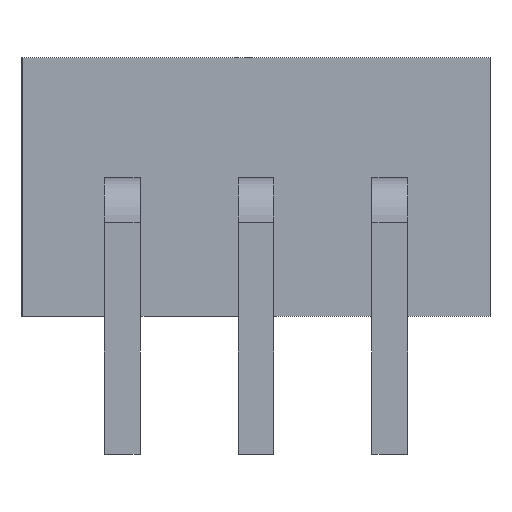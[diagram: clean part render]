
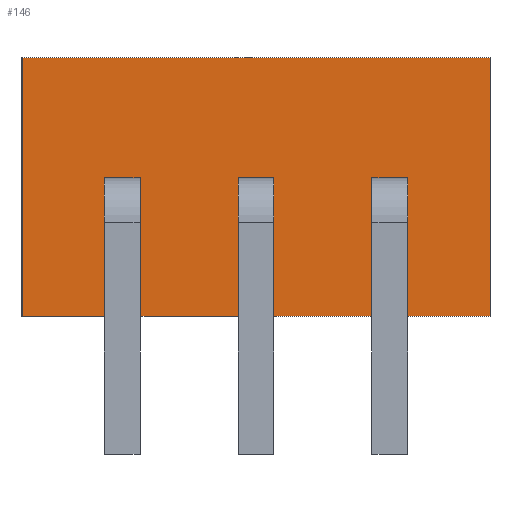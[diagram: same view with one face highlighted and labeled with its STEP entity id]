
A CAD part, front view. The second image highlights one B-rep face of the part: STEP entity #146.
In plain terms, the highlighted planar face has unit normal (0, -1, 0).
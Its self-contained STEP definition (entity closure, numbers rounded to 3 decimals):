
#8 = EDGE_CURVE ( 'NONE', #99, #153, #1434, .T. ) ;
#11 = CARTESIAN_POINT ( 'NONE',  ( 2.6, 0., 3.1 ) ) ;
#14 = DIRECTION ( 'NONE',  ( -1., 0., 0. ) ) ;
#33 = VECTOR ( 'NONE', #622, 1000. ) ;
#75 = EDGE_CURVE ( 'NONE', #802, #307, #1108, .T. ) ;
#84 = EDGE_LOOP ( 'NONE', ( #758, #1391, #587, #731 ) ) ;
#99 = VERTEX_POINT ( 'NONE', #274 ) ;
#114 = CARTESIAN_POINT ( 'NONE',  ( -5.25, 0., 0. ) ) ;
#118 = CARTESIAN_POINT ( 'NONE',  ( -2.6, 0., 3.1 ) ) ;
#128 = VERTEX_POINT ( 'NONE', #1337 ) ;
#146 = ADVANCED_FACE ( 'NONE', ( #365, #1581, #533, #410 ), #1192, .F. ) ;
#153 = VERTEX_POINT ( 'NONE', #1608 ) ;
#166 = EDGE_CURVE ( 'NONE', #307, #219, #189, .T. ) ;
#189 = LINE ( 'NONE', #876, #1692 ) ;
#203 = ORIENTED_EDGE ( 'NONE', *, *, #577, .T. ) ;
#219 = VERTEX_POINT ( 'NONE', #1528 ) ;
#237 = CARTESIAN_POINT ( 'NONE',  ( -0.4, 0., 3.1 ) ) ;
#249 = LINE ( 'NONE', #1602, #1599 ) ;
#257 = CARTESIAN_POINT ( 'NONE',  ( 0.4, 0., 2.7 ) ) ;
#274 = CARTESIAN_POINT ( 'NONE',  ( -3.4, 0., 2.7 ) ) ;
#297 = ORIENTED_EDGE ( 'NONE', *, *, #984, .T. ) ;
#307 = VERTEX_POINT ( 'NONE', #632 ) ;
#309 = CARTESIAN_POINT ( 'NONE',  ( -2.6, 0., 2.7 ) ) ;
#333 = LINE ( 'NONE', #777, #377 ) ;
#334 = EDGE_CURVE ( 'NONE', #887, #500, #458, .T. ) ;
#345 = VECTOR ( 'NONE', #1601, 1000. ) ;
#365 = FACE_BOUND ( 'NONE', #858, .T. ) ;
#377 = VECTOR ( 'NONE', #908, 1000. ) ;
#388 = DIRECTION ( 'NONE',  ( 0., 0., 1. ) ) ;
#394 = EDGE_CURVE ( 'NONE', #963, #219, #1120, .T. ) ;
#410 = FACE_OUTER_BOUND ( 'NONE', #1649, .T. ) ;
#424 = LINE ( 'NONE', #628, #906 ) ;
#429 = LINE ( 'NONE', #257, #1214 ) ;
#458 = LINE ( 'NONE', #1542, #33 ) ;
#467 = EDGE_CURVE ( 'NONE', #1056, #608, #971, .T. ) ;
#490 = ORIENTED_EDGE ( 'NONE', *, *, #1455, .F. ) ;
#500 = VERTEX_POINT ( 'NONE', #237 ) ;
#533 = FACE_BOUND ( 'NONE', #604, .T. ) ;
#556 = DIRECTION ( 'NONE',  ( 0., 1., 0. ) ) ;
#564 = EDGE_CURVE ( 'NONE', #1494, #887, #1353, .T. ) ;
#577 = EDGE_CURVE ( 'NONE', #1056, #99, #1117, .T. ) ;
#587 = ORIENTED_EDGE ( 'NONE', *, *, #1330, .T. ) ;
#602 = VERTEX_POINT ( 'NONE', #930 ) ;
#604 = EDGE_LOOP ( 'NONE', ( #733, #1555, #1444, #875 ) ) ;
#608 = VERTEX_POINT ( 'NONE', #1058 ) ;
#609 = VERTEX_POINT ( 'NONE', #11 ) ;
#622 = DIRECTION ( 'NONE',  ( 0., 0., 1. ) ) ;
#628 = CARTESIAN_POINT ( 'NONE',  ( 0.4, 0., 3.1 ) ) ;
#632 = CARTESIAN_POINT ( 'NONE',  ( 5.25, 0., 5.8 ) ) ;
#639 = DIRECTION ( 'NONE',  ( -1., 0., 0. ) ) ;
#667 = DIRECTION ( 'NONE',  ( -1., 0., 0. ) ) ;
#669 = CARTESIAN_POINT ( 'NONE',  ( -5.25, 0., 5.8 ) ) ;
#672 = CARTESIAN_POINT ( 'NONE',  ( 3.4, 0., 2.7 ) ) ;
#694 = CARTESIAN_POINT ( 'NONE',  ( -5.25, 0., 5.8 ) ) ;
#695 = DIRECTION ( 'NONE',  ( 0., 0., 1. ) ) ;
#718 = VECTOR ( 'NONE', #667, 1000. ) ;
#727 = ORIENTED_EDGE ( 'NONE', *, *, #166, .F. ) ;
#731 = ORIENTED_EDGE ( 'NONE', *, *, #1655, .T. ) ;
#733 = ORIENTED_EDGE ( 'NONE', *, *, #996, .F. ) ;
#757 = VERTEX_POINT ( 'NONE', #672 ) ;
#758 = ORIENTED_EDGE ( 'NONE', *, *, #857, .F. ) ;
#766 = VECTOR ( 'NONE', #1445, 1000. ) ;
#777 = CARTESIAN_POINT ( 'NONE',  ( -5.25, 0., 5.8 ) ) ;
#799 = CARTESIAN_POINT ( 'NONE',  ( 3.4, 0., 2.7 ) ) ;
#802 = VERTEX_POINT ( 'NONE', #669 ) ;
#812 = VECTOR ( 'NONE', #907, 1000. ) ;
#834 = ORIENTED_EDGE ( 'NONE', *, *, #8, .T. ) ;
#857 = EDGE_CURVE ( 'NONE', #1380, #609, #1642, .T. ) ;
#858 = EDGE_LOOP ( 'NONE', ( #490, #1134, #203, #834 ) ) ;
#875 = ORIENTED_EDGE ( 'NONE', *, *, #334, .T. ) ;
#876 = CARTESIAN_POINT ( 'NONE',  ( 5.25, 0., 5.8 ) ) ;
#887 = VERTEX_POINT ( 'NONE', #932 ) ;
#906 = VECTOR ( 'NONE', #1673, 1000. ) ;
#907 = DIRECTION ( 'NONE',  ( -1., 0., 0. ) ) ;
#908 = DIRECTION ( 'NONE',  ( 0., 0., -1. ) ) ;
#910 = CARTESIAN_POINT ( 'NONE',  ( 0.4, 0., 2.7 ) ) ;
#930 = CARTESIAN_POINT ( 'NONE',  ( 2.6, 0., 2.7 ) ) ;
#932 = CARTESIAN_POINT ( 'NONE',  ( -0.4, 0., 2.7 ) ) ;
#963 = VERTEX_POINT ( 'NONE', #114 ) ;
#971 = LINE ( 'NONE', #1409, #1267 ) ;
#972 = EDGE_CURVE ( 'NONE', #1494, #128, #429, .T. ) ;
#984 = EDGE_CURVE ( 'NONE', #802, #963, #333, .T. ) ;
#990 = LINE ( 'NONE', #1045, #812 ) ;
#996 = EDGE_CURVE ( 'NONE', #128, #500, #424, .T. ) ;
#1008 = DIRECTION ( 'NONE',  ( 0., 0., -1. ) ) ;
#1027 = DIRECTION ( 'NONE',  ( 0., 0., 1. ) ) ;
#1045 = CARTESIAN_POINT ( 'NONE',  ( 3.4, 0., 2.7 ) ) ;
#1056 = VERTEX_POINT ( 'NONE', #309 ) ;
#1058 = CARTESIAN_POINT ( 'NONE',  ( -2.6, 0., 3.1 ) ) ;
#1086 = LINE ( 'NONE', #799, #1383 ) ;
#1108 = LINE ( 'NONE', #694, #345 ) ;
#1114 = LINE ( 'NONE', #118, #766 ) ;
#1117 = LINE ( 'NONE', #1694, #718 ) ;
#1120 = LINE ( 'NONE', #1185, #1607 ) ;
#1134 = ORIENTED_EDGE ( 'NONE', *, *, #467, .F. ) ;
#1180 = CARTESIAN_POINT ( 'NONE',  ( 3.4, 0., 3.1 ) ) ;
#1185 = CARTESIAN_POINT ( 'NONE',  ( -5.25, 0., 0. ) ) ;
#1192 = PLANE ( 'NONE',  #1378 ) ;
#1214 = VECTOR ( 'NONE', #1027, 1000. ) ;
#1267 = VECTOR ( 'NONE', #1553, 1000. ) ;
#1269 = VECTOR ( 'NONE', #1303, 1000. ) ;
#1295 = CARTESIAN_POINT ( 'NONE',  ( -3.4, 0., 2.7 ) ) ;
#1303 = DIRECTION ( 'NONE',  ( 0., 0., 1. ) ) ;
#1330 = EDGE_CURVE ( 'NONE', #757, #602, #990, .T. ) ;
#1337 = CARTESIAN_POINT ( 'NONE',  ( 0.4, 0., 3.1 ) ) ;
#1340 = ORIENTED_EDGE ( 'NONE', *, *, #75, .F. ) ;
#1351 = VECTOR ( 'NONE', #14, 1000. ) ;
#1353 = LINE ( 'NONE', #1546, #1552 ) ;
#1378 = AXIS2_PLACEMENT_3D ( 'NONE', #1471, #556, #1613 ) ;
#1380 = VERTEX_POINT ( 'NONE', #1180 ) ;
#1383 = VECTOR ( 'NONE', #388, 1000. ) ;
#1391 = ORIENTED_EDGE ( 'NONE', *, *, #1559, .F. ) ;
#1409 = CARTESIAN_POINT ( 'NONE',  ( -2.6, 0., 2.7 ) ) ;
#1434 = LINE ( 'NONE', #1295, #1269 ) ;
#1444 = ORIENTED_EDGE ( 'NONE', *, *, #564, .T. ) ;
#1445 = DIRECTION ( 'NONE',  ( -1., 0., 0. ) ) ;
#1446 = DIRECTION ( 'NONE',  ( 1., 0., 0. ) ) ;
#1455 = EDGE_CURVE ( 'NONE', #608, #153, #1114, .T. ) ;
#1471 = CARTESIAN_POINT ( 'NONE',  ( -5.25, 0., 5.8 ) ) ;
#1494 = VERTEX_POINT ( 'NONE', #910 ) ;
#1528 = CARTESIAN_POINT ( 'NONE',  ( 5.25, 0., 0. ) ) ;
#1542 = CARTESIAN_POINT ( 'NONE',  ( -0.4, 0., 2.7 ) ) ;
#1546 = CARTESIAN_POINT ( 'NONE',  ( 0.4, 0., 2.7 ) ) ;
#1552 = VECTOR ( 'NONE', #639, 1000. ) ;
#1553 = DIRECTION ( 'NONE',  ( 0., 0., 1. ) ) ;
#1555 = ORIENTED_EDGE ( 'NONE', *, *, #972, .F. ) ;
#1559 = EDGE_CURVE ( 'NONE', #757, #1380, #1086, .T. ) ;
#1581 = FACE_BOUND ( 'NONE', #84, .T. ) ;
#1598 = CARTESIAN_POINT ( 'NONE',  ( 3.4, 0., 3.1 ) ) ;
#1599 = VECTOR ( 'NONE', #695, 1000. ) ;
#1601 = DIRECTION ( 'NONE',  ( 1., 0., 0. ) ) ;
#1602 = CARTESIAN_POINT ( 'NONE',  ( 2.6, 0., 2.7 ) ) ;
#1605 = ORIENTED_EDGE ( 'NONE', *, *, #394, .T. ) ;
#1607 = VECTOR ( 'NONE', #1446, 1000. ) ;
#1608 = CARTESIAN_POINT ( 'NONE',  ( -3.4, 0., 3.1 ) ) ;
#1613 = DIRECTION ( 'NONE',  ( 0., 0., 1. ) ) ;
#1642 = LINE ( 'NONE', #1598, #1351 ) ;
#1649 = EDGE_LOOP ( 'NONE', ( #1605, #727, #1340, #297 ) ) ;
#1655 = EDGE_CURVE ( 'NONE', #602, #609, #249, .T. ) ;
#1673 = DIRECTION ( 'NONE',  ( -1., 0., 0. ) ) ;
#1692 = VECTOR ( 'NONE', #1008, 1000. ) ;
#1694 = CARTESIAN_POINT ( 'NONE',  ( -2.6, 0., 2.7 ) ) ;
